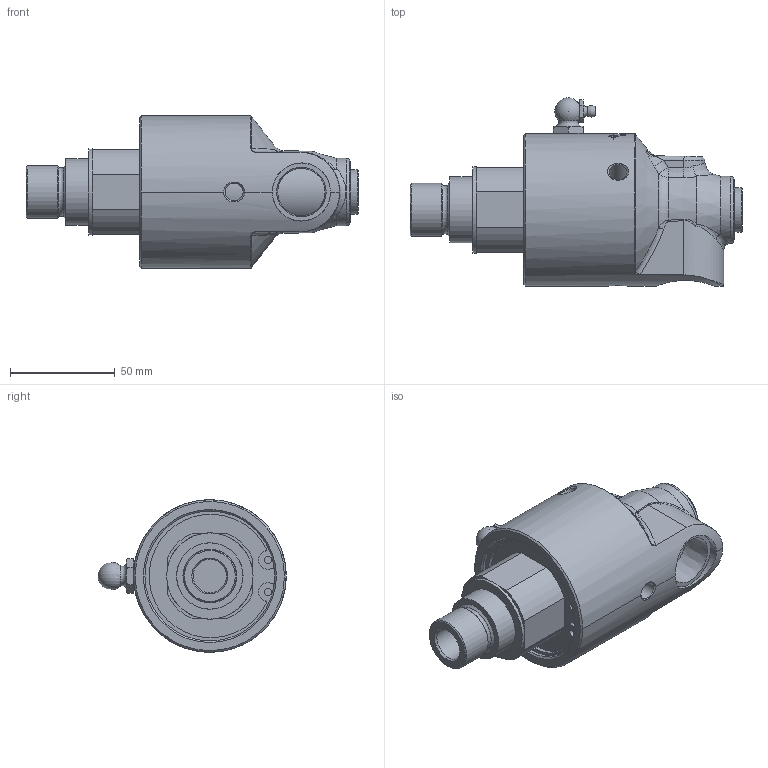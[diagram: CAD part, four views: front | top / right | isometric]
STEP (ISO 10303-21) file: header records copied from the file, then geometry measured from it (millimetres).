
FILE_DESCRIPTION(/* description */ (''),/* implementation_level */ '2;1');
FILE_NAME(/* name */ '255-012-016-IC.stp',/* time_stamp */ '2020-05-19T13:27:31-05:00',/* author */ ('GALINDOLM'),/* organization */ (''),/* preprocessor_version */ 'ST-DEVELOPER v18',/* originating_system */ 'Autodesk Inventor 2020',/* authorisation */ '');
FILE_SCHEMA (('AUTOMOTIVE_DESIGN { 1 0 10303 214 3 1 1 }','AUTOMOTIVE_DESIGN { 1 0 10303 214 1 1 1 1 }'));
Length unit declared in the file: millimetre
Products named in the file (1): 255-012-016-IC
Bounding box: 158.78 x 90.05 x 73 mm (x, y, z)
Volume: 343677.9 mm3; surface area: 42492.8 mm2
Topology: 2 solids, 3 shells, 457 faces, 1207 edges, 795 vertices
Faces by surface type: bspline 209, plane 137, cylinder 70, cone 30, torus 8, sphere 3
Full cylindrical faces by diameter (mm): 3.5 x2, 5.359 x1, 8.6 x3, 16 x1, 22.631 x1, 25.356 x1, 27.8 x1, 31.696 x1, 31.8 x1, 41.3 x1, 62.05 x1
Entity records: 22384 total; most frequent: CARTESIAN_POINT 11830, ORIENTED_EDGE 2404, DIRECTION 1710, EDGE_CURVE 1202, VERTEX_POINT 795, AXIS2_PLACEMENT_3D 641, EDGE_LOOP 503, FACE_OUTER_BOUND 456
